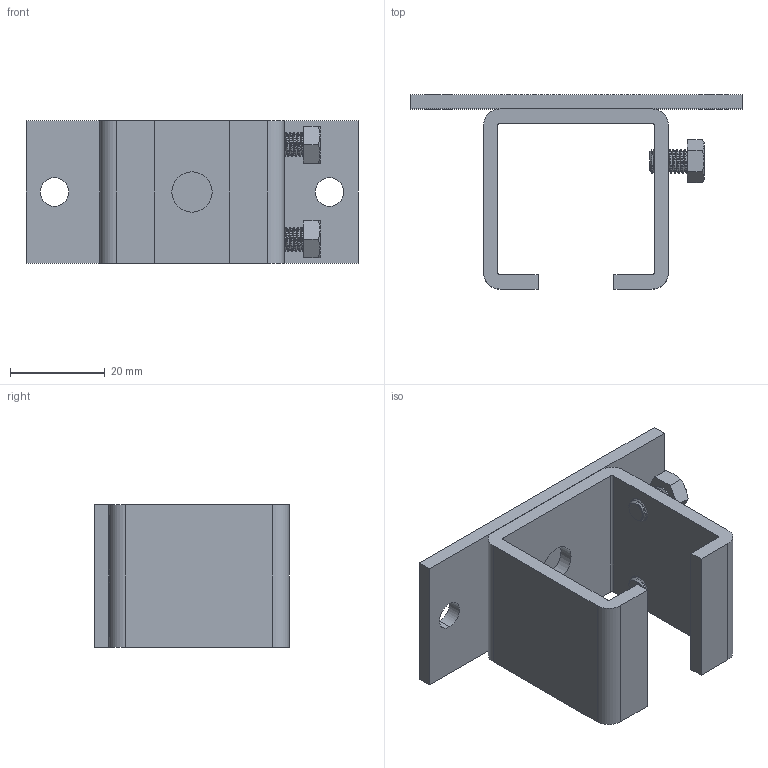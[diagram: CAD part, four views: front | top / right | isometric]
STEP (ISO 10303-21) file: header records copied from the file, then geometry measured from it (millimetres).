
FILE_DESCRIPTION (( 'STEP AP214' ), '1' );
FILE_NAME ('05296-Horizontal Bracket 316 Stainless Steel 120kg Load.STEP', '2018-11-23T03:39:21', ( '' ), ( '' ), 'SwSTEP 2.0', 'SolidWorks 2018', '' );
FILE_SCHEMA (( 'AUTOMOTIVE_DESIGN' ));
Length unit declared in the file: millimetre
Products named in the file (2): 05296-Horizontal Bracket 316 Stainless Steel 120kg Load
Bounding box: 70 x 41 x 30 mm (x, y, z)
Volume: 17496 mm3; surface area: 13846.1 mm2
Topology: 4 solids, 4 shells, 383 faces, 1027 edges, 680 vertices
Faces by surface type: plane 185, bspline 124, cylinder 58, cone 16
Entity records: 22685 total; most frequent: CARTESIAN_POINT 13666, ORIENTED_EDGE 2054, DIRECTION 1251, EDGE_CURVE 1027, VERTEX_POINT 680, LINE 613, VECTOR 613, EDGE_LOOP 421
